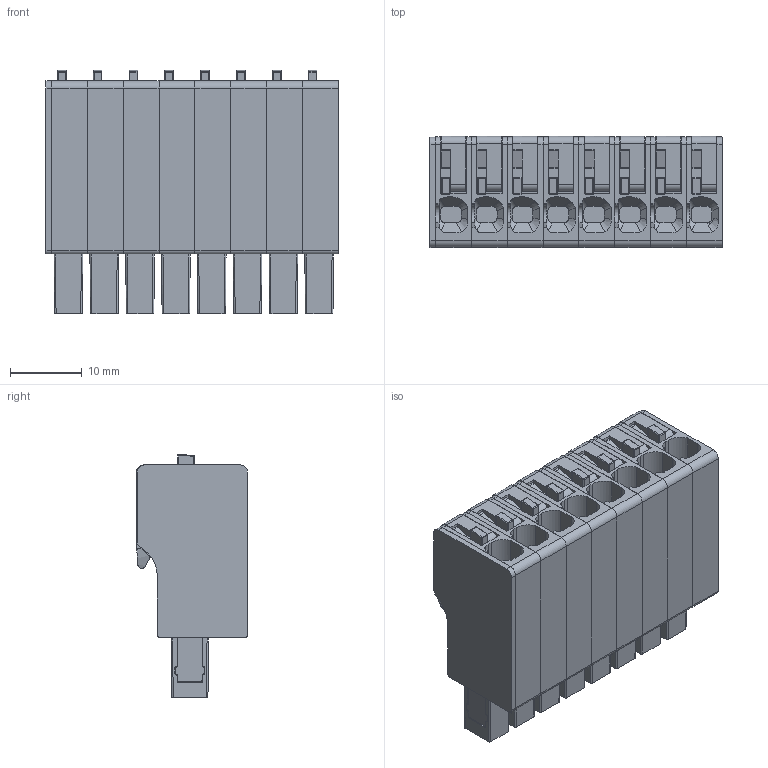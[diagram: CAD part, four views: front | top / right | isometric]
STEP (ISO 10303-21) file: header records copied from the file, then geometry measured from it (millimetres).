
FILE_DESCRIPTION(('CATIA V5R22 STEP214','CAx-IF Rec.Pracs.--- Model Styling and Organization---1.4--- 2014-01-23'),'2;1');
FILE_NAME ('D1463845_1', '2020-08-03T12:32:25+00:00', ('Weidmueller Interface'), ('Weidmueller'), 'CATIA Version 5-6 Release 2016 SP3 HF44', 'CATIA V5 STEP AP214', 'none');
FILE_SCHEMA(('AUTOMOTIVE_DESIGN { 1 0 10303 214 1 1 1 1 }'));
Products named in the file (1): 2741620000
Bounding box: 40.8 x 15.5 x 34 mm (x, y, z)
Volume: 13949.6 mm3; surface area: 15456.6 mm2
Topology: 25 solids, 25 shells, 1905 faces, 5248 edges, 3428 vertices
Faces by surface type: plane 1130, cylinder 650, sphere 64, cone 36, bspline 17, torus 8
Entity records: 62356 total; most frequent: CARTESIAN_POINT 16536, ORIENTED_EDGE 10304, DIRECTION 7746, EDGE_CURVE 5152, VERTEX_POINT 3412, VECTOR 3235, LINE 3235, AXIS2_PLACEMENT_3D 2770
